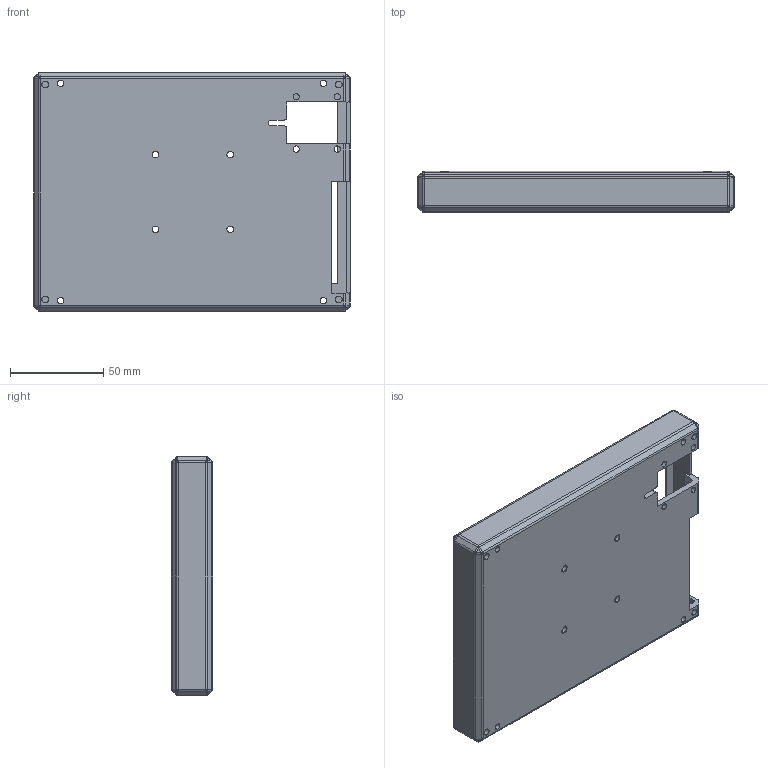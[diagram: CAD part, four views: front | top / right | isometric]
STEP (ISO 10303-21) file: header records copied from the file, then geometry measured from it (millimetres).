
FILE_DESCRIPTION (( 'STEP AP214' ), '1' );
FILE_NAME ('touch screen case.STEP', '2025-09-18T19:08:22', ( '' ), ( '' ), 'SwSTEP 2.0', 'SolidWorks 2024', '' );
FILE_SCHEMA (( 'AUTOMOTIVE_DESIGN' ));
Length unit declared in the file: millimetre
Products named in the file (1): touch screen case
Bounding box: 169.5 x 22 x 128.4 mm (x, y, z)
Volume: 70191.9 mm3; surface area: 77290.5 mm2
Topology: 2 solids, 2 shells, 455 faces, 1089 edges, 645 vertices
Faces by surface type: cylinder 230, plane 131, sphere 50, torus 36, cone 8
Entity records: 13230 total; most frequent: DIRECTION 2442, CARTESIAN_POINT 2324, ORIENTED_EDGE 2174, EDGE_CURVE 1087, AXIS2_PLACEMENT_3D 931, VERTEX_POINT 645, LINE 580, VECTOR 580
